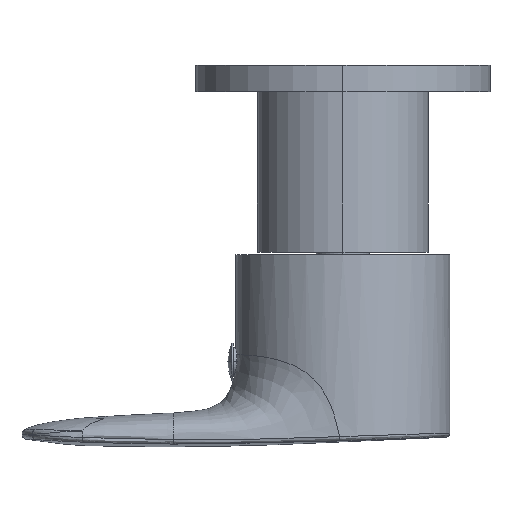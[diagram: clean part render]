
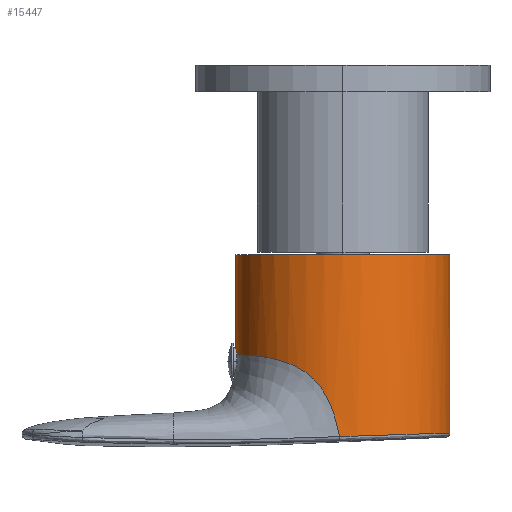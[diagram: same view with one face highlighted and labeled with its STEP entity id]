
A CAD part, left-side view. The second image highlights one B-rep face of the part: STEP entity #15447.
In plain terms, the highlighted cylindrical face has radius 20 mm (diameter 40 mm), a partial arc.
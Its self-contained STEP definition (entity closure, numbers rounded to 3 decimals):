
#12190=CARTESIAN_POINT('',(0.,0.,0.));
#12191=DIRECTION('',(0.,0.,-1.));
#12192=DIRECTION('',(0.,-1.,0.));
#12193=AXIS2_PLACEMENT_3D('',#12190,#12191,#12192);
#12210=CARTESIAN_POINT('',(-2.236,19.875,
-18.673));
#12211=CARTESIAN_POINT('',(-2.118,19.888,
-18.474));
#12212=CARTESIAN_POINT('',(-1.84,19.917,
-18.123));
#12213=CARTESIAN_POINT('',(-1.3,19.961,
-17.714));
#12214=CARTESIAN_POINT('',(-0.667,19.992,
-17.458));
#12215=CARTESIAN_POINT('',(-0.227,20.,-17.4));
#12216=CARTESIAN_POINT('',(0.,20.,-17.4));
#12218=DIRECTION('',(0.,0.,-1.));
#12219=VECTOR('',#12218,33.296);
#12220=CARTESIAN_POINT('',(0.,-20.,0.));
#12221=LINE('',#12220,#12219);
#12222=CARTESIAN_POINT('',(-19.99,0.62,
-33.981));
#12223=CARTESIAN_POINT('',(-19.987,0.739,
-33.264));
#12224=CARTESIAN_POINT('',(-19.976,1.013,
-31.911));
#12225=CARTESIAN_POINT('',(-19.946,1.504,
-30.132));
#12226=CARTESIAN_POINT('',(-19.897,2.055,
-28.581));
#12227=CARTESIAN_POINT('',(-19.827,2.647,
-27.235));
#12228=CARTESIAN_POINT('',(-19.735,3.268,
-26.071));
#12229=CARTESIAN_POINT('',(-19.618,3.908,
-25.067));
#12230=CARTESIAN_POINT('',(-19.477,4.559,
-24.2));
#12231=CARTESIAN_POINT('',(-19.31,5.225,
-23.446));
#12232=CARTESIAN_POINT('',(-19.111,5.912,
-22.784));
#12233=CARTESIAN_POINT('',(-18.873,6.634,
-22.189));
#12234=CARTESIAN_POINT('',(-18.584,7.409,
-21.645));
#12235=CARTESIAN_POINT('',(-18.23,8.245,
-21.148));
#12236=CARTESIAN_POINT('',(-17.798,9.142,
-20.693));
#12237=CARTESIAN_POINT('',(-17.279,10.092,
-20.288));
#12238=CARTESIAN_POINT('',(-16.663,11.083,
-19.937));
#12239=CARTESIAN_POINT('',(-15.938,12.105,
-19.634));
#12240=CARTESIAN_POINT('',(-15.098,13.141,
-19.38));
#12241=CARTESIAN_POINT('',(-14.153,14.155,
-19.175));
#12242=CARTESIAN_POINT('',(-13.11,15.127,
-19.018));
#12243=CARTESIAN_POINT('',(-11.973,16.042,
-18.901));
#12244=CARTESIAN_POINT('',(-10.753,16.886,
-18.816));
#12245=CARTESIAN_POINT('',(-9.455,17.645,
-18.758));
#12246=CARTESIAN_POINT('',(-8.093,18.311,
-18.725));
#12247=CARTESIAN_POINT('',(-6.676,18.873,
-18.695));
#12248=CARTESIAN_POINT('',(-5.217,19.328,
-18.682));
#12249=CARTESIAN_POINT('',(-3.728,19.669,
-18.674));
#12250=CARTESIAN_POINT('',(-2.733,19.819,
-18.674));
#12251=CARTESIAN_POINT('',(-2.236,19.875,
-18.673));
#12340=CARTESIAN_POINT('',(-19.99,0.62,
-33.981));
#12341=CARTESIAN_POINT('',(-20.02,-0.35,
-33.946));
#12342=CARTESIAN_POINT('',(-19.939,-2.293,
-33.876));
#12343=CARTESIAN_POINT('',(-19.395,-5.163,
-33.779));
#12344=CARTESIAN_POINT('',(-18.441,-7.923,
-33.689));
#12345=CARTESIAN_POINT('',(-17.096,-10.516,
-33.604));
#12346=CARTESIAN_POINT('',(-15.388,-12.886,
-33.526));
#12347=CARTESIAN_POINT('',(-13.356,-14.981,
-33.456));
#12348=CARTESIAN_POINT('',(-11.042,-16.76,
-33.398));
#12349=CARTESIAN_POINT('',(-8.494,-18.185,
-33.352));
#12350=CARTESIAN_POINT('',(-5.765,-19.225,
-33.319));
#12351=CARTESIAN_POINT('',(-2.913,-19.858,
-33.3));
#12352=CARTESIAN_POINT('',(-0.971,-20.,
-33.296));
#12353=CARTESIAN_POINT('',(0.,-20.,
-33.296));
#12415=DIRECTION('',(0.,0.,-1.));
#12416=VECTOR('',#12415,17.4);
#12417=CARTESIAN_POINT('',(0.,20.,0.));
#12418=LINE('',#12417,#12416);
#15101=CARTESIAN_POINT('',(0.,-20.,0.));
#15102=CARTESIAN_POINT('',(0.,20.,0.));
#15103=VERTEX_POINT('',#15101);
#15104=VERTEX_POINT('',#15102);
#15109=VERTEX_POINT('',#12210);
#15110=VERTEX_POINT('',#12216);
#15111=CARTESIAN_POINT('',(0.,-20.,
-33.296));
#15112=VERTEX_POINT('',#15111);
#15113=VERTEX_POINT('',#12340);
#15429=CARTESIAN_POINT('',(0.,0.,-43.99));
#15430=DIRECTION('',(0.,0.,1.));
#15431=DIRECTION('',(0.,-1.,0.));
#15432=AXIS2_PLACEMENT_3D('',#15429,#15430,#15431);
#15433=CYLINDRICAL_SURFACE('',#15432,20.);
#15435=ORIENTED_EDGE('',*,*,#15434,.T.);
#15437=ORIENTED_EDGE('',*,*,#15436,.F.);
#15438=ORIENTED_EDGE('',*,*,#15416,.F.);
#15440=ORIENTED_EDGE('',*,*,#15439,.T.);
#15442=ORIENTED_EDGE('',*,*,#15441,.F.);
#15444=ORIENTED_EDGE('',*,*,#15443,.T.);
#15445=EDGE_LOOP('',(#15435,#15437,#15438,#15440,#15442,#15444));
#15446=FACE_OUTER_BOUND('',#15445,.F.);
#12194=CIRCLE('',#12193,20.);
#12217=B_SPLINE_CURVE_WITH_KNOTS('',3,(#12210,#12211,#12212,#12213,#12214,
#12215,#12216),.UNSPECIFIED.,.F.,.F.,(4,1,1,1,4),(0.,0.25,0.5,0.75,
1.),.UNSPECIFIED.);
#12252=B_SPLINE_CURVE_WITH_KNOTS('',3,(#12222,#12223,#12224,#12225,#12226,
#12227,#12228,#12229,#12230,#12231,#12232,#12233,#12234,#12235,#12236,#12237,
#12238,#12239,#12240,#12241,#12242,#12243,#12244,#12245,#12246,#12247,#12248,
#12249,#12250,#12251),.UNSPECIFIED.,.F.,.F.,(4,1,1,1,1,1,1,1,1,1,1,1,1,1,1,1,1,
1,1,1,1,1,1,1,1,1,1,4),(0.,0.037,0.074,
0.111,0.148,0.185,0.222,
0.259,0.296,0.333,0.37,
0.407,0.444,0.481,0.519,
0.556,0.593,0.63,0.667,
0.704,0.741,0.778,0.815,
0.852,0.889,0.926,0.963,1.),
.UNSPECIFIED.);
#12354=B_SPLINE_CURVE_WITH_KNOTS('',3,(#12340,#12341,#12342,#12343,#12344,
#12345,#12346,#12347,#12348,#12349,#12350,#12351,#12352,#12353),.UNSPECIFIED.,
.F.,.F.,(4,1,1,1,1,1,1,1,1,1,1,4),(0.,0.091,0.182,
0.273,0.364,0.455,0.545,
0.636,0.727,0.818,0.909,1.),
.UNSPECIFIED.);
#15416=EDGE_CURVE('',#15103,#15104,#12194,.T.);
#15434=EDGE_CURVE('',#15109,#15110,#12217,.T.);
#15436=EDGE_CURVE('',#15104,#15110,#12418,.T.);
#15439=EDGE_CURVE('',#15103,#15112,#12221,.T.);
#15441=EDGE_CURVE('',#15113,#15112,#12354,.T.);
#15443=EDGE_CURVE('',#15113,#15109,#12252,.T.);
#15447=ADVANCED_FACE('',(#15446),#15433,.T.);
